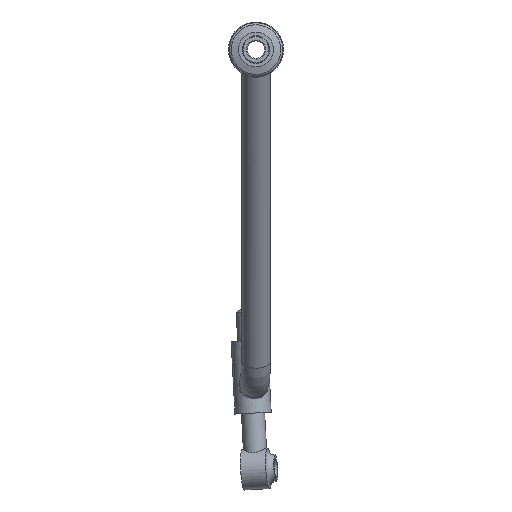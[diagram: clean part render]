
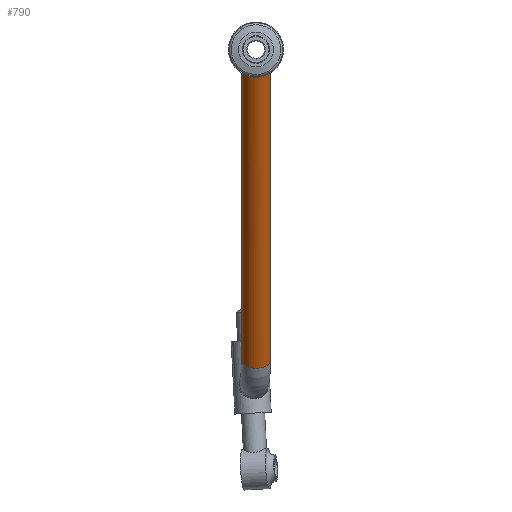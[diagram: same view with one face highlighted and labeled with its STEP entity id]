
A CAD part, front view. The second image highlights one B-rep face of the part: STEP entity #790.
In plain terms, the highlighted cylindrical face has radius 10 mm (diameter 20 mm), a full revolution.
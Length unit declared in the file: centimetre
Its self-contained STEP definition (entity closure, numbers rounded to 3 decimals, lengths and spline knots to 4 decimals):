
#99=B_SPLINE_CURVE_WITH_KNOTS('',3,(#1353,#1354,#1355,#1356,#1357,#1358,
#1359,#1360,#1361,#1362,#1363,#1364,#1365,#1366,#1367,#1368,#1369,#1370,
#1371,#1372,#1373,#1374,#1375,#1376,#1377,#1378,#1379,#1380,#1381,#1382,
#1383,#1384,#1385,#1386,#1387,#1388,#1389),.UNSPECIFIED.,.F.,.F.,(4,2,2,
2,2,3,2,2,2,2,2,2,2,2,2,2,2,4),(4.8795,5.0735,5.2676,
5.6557,6.1544,6.6532,6.8521,7.0511,
7.25,7.449,7.827,8.2051,8.5831,
8.9612,9.1601,9.3591,9.558,9.757),
 .UNSPECIFIED.);
#100=B_SPLINE_CURVE_WITH_KNOTS('',3,(#1390,#1391,#1392,#1393,#1394,#1395,
#1396,#1397,#1398,#1399,#1400,#1401),.UNSPECIFIED.,.F.,.F.,(4,2,2,2,2,4),
(3.1038,3.5698,4.0359,4.4577,4.6686,
4.8795),.UNSPECIFIED.);
#139=CYLINDRICAL_SURFACE('',#870,1.);
#174=FACE_BOUND('',#303,.T.);
#230=FACE_OUTER_BOUND('',#302,.T.);
#302=EDGE_LOOP('',(#632));
#303=EDGE_LOOP('',(#633,#634));
#409=CIRCLE('',#871,1.);
#463=VERTEX_POINT('',#1349);
#464=VERTEX_POINT('',#1351);
#465=VERTEX_POINT('',#1352);
#539=EDGE_CURVE('',#463,#463,#409,.T.);
#540=EDGE_CURVE('',#464,#465,#99,.T.);
#541=EDGE_CURVE('',#465,#464,#100,.T.);
#632=ORIENTED_EDGE('',*,*,#539,.F.);
#633=ORIENTED_EDGE('',*,*,#540,.F.);
#634=ORIENTED_EDGE('',*,*,#541,.F.);
#790=ADVANCED_FACE('',(#230,#174),#139,.T.);
#870=AXIS2_PLACEMENT_3D('',#1348,#1022,#1023);
#871=AXIS2_PLACEMENT_3D('',#1350,#1024,#1025);
#1022=DIRECTION('center_axis',(0.,-0.5,0.866));
#1023=DIRECTION('ref_axis',(0.,-0.866,-0.5));
#1024=DIRECTION('center_axis',(0.,0.5,
-0.866));
#1025=DIRECTION('ref_axis',(0.211,-0.847,-0.489));
#1348=CARTESIAN_POINT('Origin',(0.,2.6773,-6.5372));
#1349=CARTESIAN_POINT('',(-0.2108,12.1336,-20.961));
#1350=CARTESIAN_POINT('Origin',(0.,11.287,-21.4497));
#1351=CARTESIAN_POINT('',(0.,1.1547,-1.9));
#1352=CARTESIAN_POINT('',(1.,-0.1642,-1.6155));
#1353=CARTESIAN_POINT('Ctrl Pts',(0.,1.1547,
-1.9));
#1354=CARTESIAN_POINT('Ctrl Pts',(-0.0647,1.1547,-1.9));
#1355=CARTESIAN_POINT('Ctrl Pts',(-0.1297,1.1454,-1.8966));
#1356=CARTESIAN_POINT('Ctrl Pts',(-0.256,1.1093,-1.8837));
#1357=CARTESIAN_POINT('Ctrl Pts',(-0.3172,1.0826,-1.8743));
#1358=CARTESIAN_POINT('Ctrl Pts',(-0.4897,0.982,
-1.8395));
#1359=CARTESIAN_POINT('Ctrl Pts',(-0.59,0.8871,
-1.808));
#1360=CARTESIAN_POINT('Ctrl Pts',(-0.7694,0.662,
-1.7406));
#1361=CARTESIAN_POINT('Ctrl Pts',(-0.8532,0.5074,
-1.6989));
#1362=CARTESIAN_POINT('Ctrl Pts',(-0.9684,0.1775,
-1.636));
#1363=CARTESIAN_POINT('Ctrl Pts',(-1.,0.002,-1.6155));
#1364=CARTESIAN_POINT('Ctrl Pts',(-1.,-0.1642,-1.6155));
#1365=CARTESIAN_POINT('Ctrl Pts',(-1.,-0.2305,-1.6155));
#1366=CARTESIAN_POINT('Ctrl Pts',(-0.995,-0.2993,
-1.6187));
#1367=CARTESIAN_POINT('Ctrl Pts',(-0.972,-0.4354,
-1.6326));
#1368=CARTESIAN_POINT('Ctrl Pts',(-0.954,-0.5028,
-1.6434));
#1369=CARTESIAN_POINT('Ctrl Pts',(-0.9046,-0.6304,
-1.6711));
#1370=CARTESIAN_POINT('Ctrl Pts',(-0.873,-0.691,
-1.6881));
#1371=CARTESIAN_POINT('Ctrl Pts',(-0.7983,-0.8011,
-1.7247));
#1372=CARTESIAN_POINT('Ctrl Pts',(-0.7551,-0.8508,
-1.7443));
#1373=CARTESIAN_POINT('Ctrl Pts',(-0.6198,-0.9763,
-1.7986));
#1374=CARTESIAN_POINT('Ctrl Pts',(-0.5072,-1.0443,
-1.8354));
#1375=CARTESIAN_POINT('Ctrl Pts',(-0.2604,-1.1334,
-1.8863));
#1376=CARTESIAN_POINT('Ctrl Pts',(-0.126,-1.1547,
-1.9));
#1377=CARTESIAN_POINT('Ctrl Pts',(0.126,-1.1547,-1.9));
#1378=CARTESIAN_POINT('Ctrl Pts',(0.2604,-1.1334,-1.8863));
#1379=CARTESIAN_POINT('Ctrl Pts',(0.5072,-1.0443,-1.8354));
#1380=CARTESIAN_POINT('Ctrl Pts',(0.6198,-0.9763,-1.7986));
#1381=CARTESIAN_POINT('Ctrl Pts',(0.7551,-0.8508,
-1.7443));
#1382=CARTESIAN_POINT('Ctrl Pts',(0.7983,-0.8011,
-1.7247));
#1383=CARTESIAN_POINT('Ctrl Pts',(0.873,-0.691,
-1.6881));
#1384=CARTESIAN_POINT('Ctrl Pts',(0.9046,-0.6304,
-1.6711));
#1385=CARTESIAN_POINT('Ctrl Pts',(0.954,-0.5028,
-1.6434));
#1386=CARTESIAN_POINT('Ctrl Pts',(0.972,-0.4354,
-1.6326));
#1387=CARTESIAN_POINT('Ctrl Pts',(0.995,-0.2993,
-1.6187));
#1388=CARTESIAN_POINT('Ctrl Pts',(1.,-0.2305,-1.6155));
#1389=CARTESIAN_POINT('Ctrl Pts',(1.,-0.1642,-1.6155));
#1390=CARTESIAN_POINT('Ctrl Pts',(1.,-0.1642,-1.6155));
#1391=CARTESIAN_POINT('Ctrl Pts',(1.,-0.0089,
-1.6155));
#1392=CARTESIAN_POINT('Ctrl Pts',(0.9722,0.1559,-1.6335));
#1393=CARTESIAN_POINT('Ctrl Pts',(0.8701,0.4678,-1.6901));
#1394=CARTESIAN_POINT('Ctrl Pts',(0.7956,0.615,-1.728));
#1395=CARTESIAN_POINT('Ctrl Pts',(0.627,0.8487,-1.7956));
#1396=CARTESIAN_POINT('Ctrl Pts',(0.5228,0.9562,-1.8309));
#1397=CARTESIAN_POINT('Ctrl Pts',(0.3406,1.0712,-1.8703));
#1398=CARTESIAN_POINT('Ctrl Pts',(0.2755,1.102,-1.8811));
#1399=CARTESIAN_POINT('Ctrl Pts',(0.1404,1.1437,-1.896));
#1400=CARTESIAN_POINT('Ctrl Pts',(0.0703,1.1547,-1.9));
#1401=CARTESIAN_POINT('Ctrl Pts',(0.,1.1547,
-1.9));
